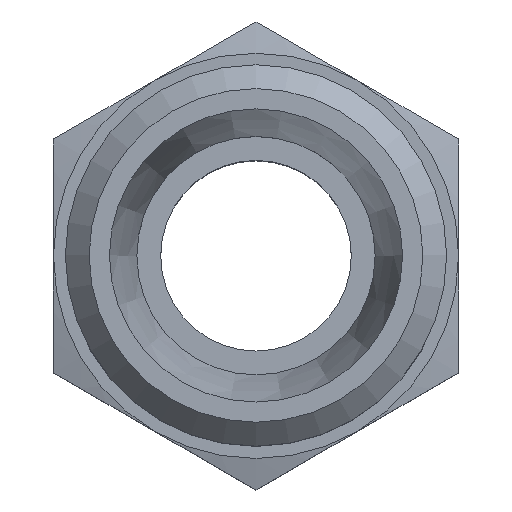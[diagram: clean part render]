
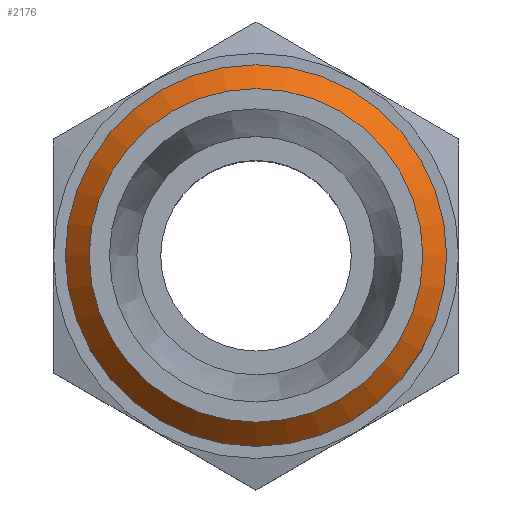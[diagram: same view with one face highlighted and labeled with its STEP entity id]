
A CAD part, top view. The second image highlights one B-rep face of the part: STEP entity #2176.
In plain terms, the highlighted conical face has half-angle 45 degrees and reference radius 7.5 mm.
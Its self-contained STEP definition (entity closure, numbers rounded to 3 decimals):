
#2142=CARTESIAN_POINT('',(8.0,0.,26.0));
#2143=VERTEX_POINT('',#2142);
#2144=CARTESIAN_POINT('',(0.0,0.0,26.0));
#2145=DIRECTION('',(0.0,0.0,1.0));
#2146=DIRECTION('',(-1.0,0.0,0.0));
#2147=AXIS2_PLACEMENT_3D('',#2144,#2145,#2146);
#2148=CIRCLE('',#2147,8.0);
#2149=EDGE_CURVE('',#2143,#2143,#2148,.T.);
#2157=CARTESIAN_POINT('',(0.0,0.0,26.5));
#2158=DIRECTION('',(0.0,0.0,-1.0));
#2159=DIRECTION('',(-1.0,0.0,0.0));
#2160=AXIS2_PLACEMENT_3D('',#2157,#2158,#2159);
#2161=CONICAL_SURFACE('',#2160,7.5,45.);
#2162=ORIENTED_EDGE('',*,*,#2149,.T.);
#2163=EDGE_LOOP('',(#2162));
#2164=FACE_OUTER_BOUND('',#2163,.T.);
#2165=CARTESIAN_POINT('',(7.,0.,27.0));
#2166=VERTEX_POINT('',#2165);
#2167=CARTESIAN_POINT('',(0.0,0.0,27.0));
#2168=DIRECTION('',(0.0,0.0,-1.0));
#2169=DIRECTION('',(-1.0,0.0,0.0));
#2170=AXIS2_PLACEMENT_3D('',#2167,#2168,#2169);
#2171=CIRCLE('',#2170,7.);
#2172=EDGE_CURVE('',#2166,#2166,#2171,.T.);
#2173=ORIENTED_EDGE('',*,*,#2172,.T.);
#2174=EDGE_LOOP('',(#2173));
#2175=FACE_BOUND('',#2174,.T.);
#2176=ADVANCED_FACE('',(#2164,#2175),#2161,.T.);
